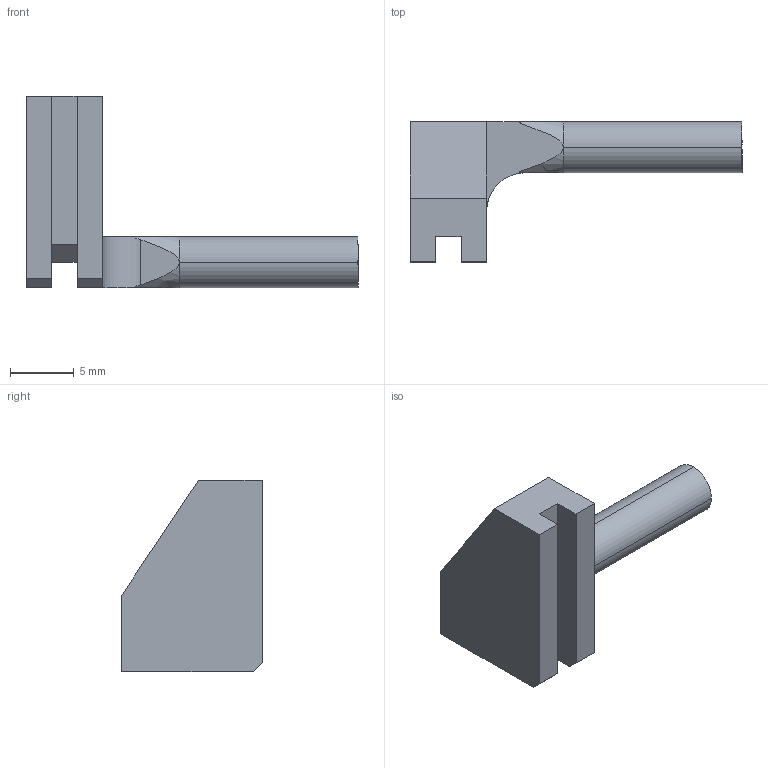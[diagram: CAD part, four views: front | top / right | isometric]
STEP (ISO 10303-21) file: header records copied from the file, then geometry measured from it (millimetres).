
FILE_DESCRIPTION(('FreeCAD Model'),'2;1');
FILE_NAME('Open CASCADE Shape Model','2023-06-06T20:39:36',(''),(''), 'Open CASCADE STEP processor 7.6','FreeCAD','Unknown');
FILE_SCHEMA(('AUTOMOTIVE_DESIGN { 1 0 10303 214 1 1 1 1 }'));
Length unit declared in the file: millimetre
Products named in the file (1): Body
Bounding box: 26 x 11 x 15 mm (x, y, z)
Volume: 1004.8 mm3; surface area: 902.4 mm2
Topology: 1 solids, 1 shells, 33 faces, 84 edges, 53 vertices
Faces by surface type: plane 21, cone 7, cylinder 5
Entity records: 2218 total; most frequent: CARTESIAN_POINT 514, DIRECTION 316, LINE 177, VECTOR 177, ORIENTED_EDGE 168, PCURVE 168, DEFINITIONAL_REPRESENTATION 168, EDGE_CURVE 84
